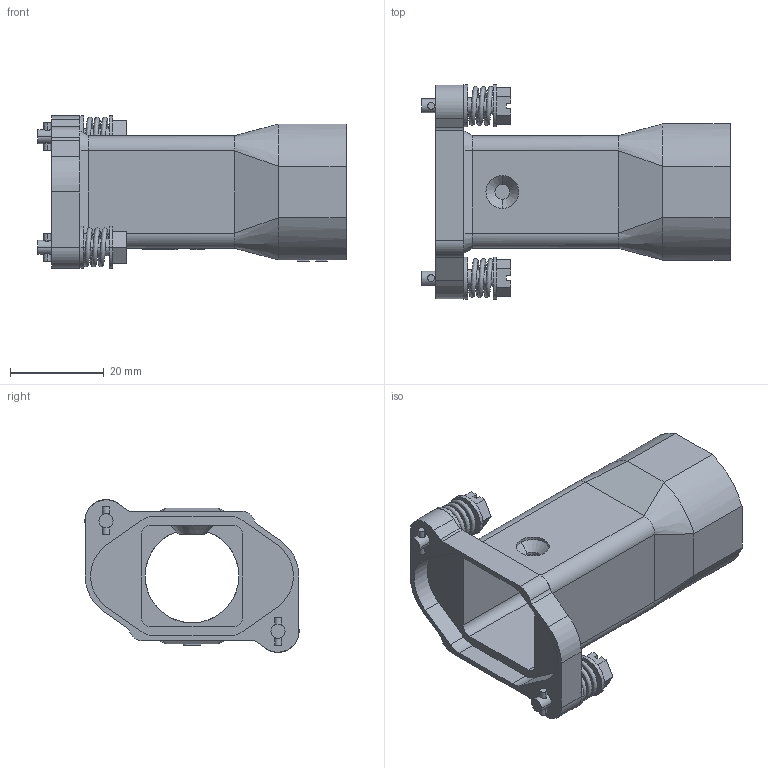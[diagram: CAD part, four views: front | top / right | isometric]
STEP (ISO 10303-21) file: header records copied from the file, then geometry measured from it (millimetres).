
FILE_DESCRIPTION(('Creo Elements/Direct Modeling STEP Export'),'2;1');
FILE_NAME('0lndrr04l4ob9604500','2018-10-09T16:45:09',(''),(''),'PTC Creo Elements/Direct Modeling STEP processor for AP214 (Solid Model)','PTC Creo Elements/Direct Modeling 19.0B 21-Mar-2015 (C) Parametric Technology GmbH','');
FILE_SCHEMA(('AUTOMOTIVE_DESIGN { 1 0 10303 214 1 1 1 1 }'));
Length unit declared in the file: millimetre
Products named in the file (2): MGK_V25_B
Assembly tree (1 placements, depth 2):
  MGK_V25_B
    MGK_V25_B
Bounding box: 65.8 x 45.7 x 32.6 mm (x, y, z)
Volume: 12718 mm3; surface area: 14504.4 mm2
Topology: 3 solids, 3 shells, 352 faces, 949 edges, 629 vertices
Faces by surface type: plane 249, cylinder 84, bspline 12, cone 7
Entity records: 14690 total; most frequent: CARTESIAN_POINT 5371, ORIENTED_EDGE 1906, DIRECTION 1672, EDGE_CURVE 949, VECTOR 724, LINE 724, VERTEX_POINT 629, AXIS2_PLACEMENT_3D 474
